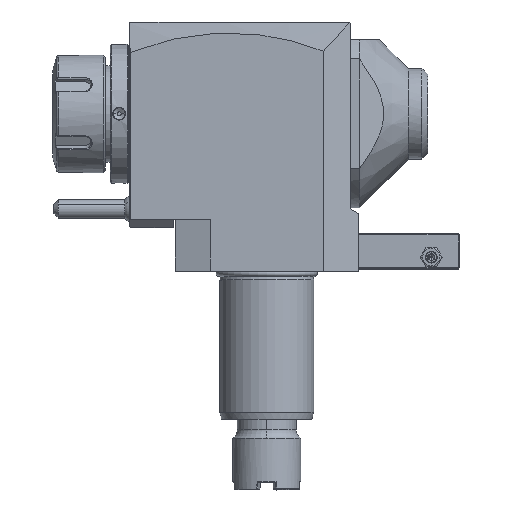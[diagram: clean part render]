
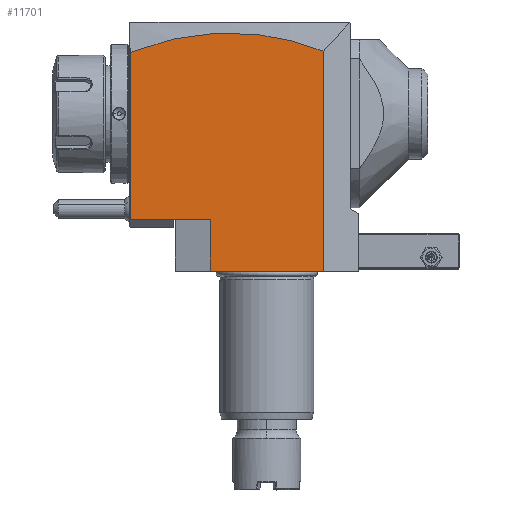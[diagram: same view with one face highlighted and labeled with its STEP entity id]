
A CAD part, top view. The second image highlights one B-rep face of the part: STEP entity #11701.
In plain terms, the highlighted planar face has unit normal (0, 0, 1).
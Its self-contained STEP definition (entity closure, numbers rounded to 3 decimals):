
#29=DIRECTION('',(-1.,0.,0.));
#30=VECTOR('',#29,48.);
#31=CARTESIAN_POINT('',(24.,0.,37.5));
#32=LINE('',#31,#30);
#262=DIRECTION('',(1.,0.,0.));
#263=VECTOR('',#262,33.8);
#264=CARTESIAN_POINT('',(-57.8,22.,37.5));
#265=LINE('',#264,#263);
#302=DIRECTION('',(0.,-1.,0.));
#303=VECTOR('',#302,71.092);
#304=CARTESIAN_POINT('',(-57.8,93.092,37.5));
#305=LINE('',#304,#303);
#311=CARTESIAN_POINT('',(-57.8,93.092,37.5));
#312=CARTESIAN_POINT('',(-50.998,95.812,37.5));
#313=CARTESIAN_POINT('',(-37.387,99.914,37.5));
#314=CARTESIAN_POINT('',(-16.948,102.059,37.5));
#315=CARTESIAN_POINT('',(3.513,100.192,37.5));
#316=CARTESIAN_POINT('',(17.168,96.259,37.5));
#317=CARTESIAN_POINT('',(24.,93.615,37.5));
#319=DIRECTION('',(0.,-1.,0.));
#320=VECTOR('',#319,93.615);
#321=CARTESIAN_POINT('',(24.,93.615,37.5));
#322=LINE('',#321,#320);
#869=DIRECTION('',(0.,-1.,0.));
#870=VECTOR('',#869,22.);
#871=CARTESIAN_POINT('',(-24.,22.,37.5));
#872=LINE('',#871,#870);
#10633=VERTEX_POINT('',#311);
#10634=VERTEX_POINT('',#317);
#11019=CARTESIAN_POINT('',(24.,0.,37.5));
#11021=VERTEX_POINT('',#11019);
#11022=CARTESIAN_POINT('',(-24.,0.,37.5));
#11023=VERTEX_POINT('',#11022);
#11277=CARTESIAN_POINT('',(-57.8,22.,37.5));
#11278=VERTEX_POINT('',#11277);
#11281=CARTESIAN_POINT('',(-24.,22.,37.5));
#11282=VERTEX_POINT('',#11281);
#11686=CARTESIAN_POINT('',(-39.202,22.,37.5));
#11687=DIRECTION('',(0.,0.,1.));
#11688=DIRECTION('',(1.,0.,0.));
#11689=AXIS2_PLACEMENT_3D('',#11686,#11687,#11688);
#11690=PLANE('',#11689);
#11691=ORIENTED_EDGE('',*,*,#11607,.F.);
#11692=ORIENTED_EDGE('',*,*,#11677,.F.);
#11694=ORIENTED_EDGE('',*,*,#11693,.T.);
#11695=ORIENTED_EDGE('',*,*,#11335,.T.);
#11696=ORIENTED_EDGE('',*,*,#11310,.T.);
#11698=ORIENTED_EDGE('',*,*,#11697,.F.);
#11699=EDGE_LOOP('',(#11691,#11692,#11694,#11695,#11696,#11698));
#11700=FACE_OUTER_BOUND('',#11699,.F.);
#318=B_SPLINE_CURVE_WITH_KNOTS('',3,(#311,#312,#313,#314,#315,#316,#317),
.UNSPECIFIED.,.F.,.F.,(4,1,1,1,4),(0.,0.25,0.5,0.75,1.),
.UNSPECIFIED.);
#11310=EDGE_CURVE('',#11021,#11023,#32,.T.);
#11335=EDGE_CURVE('',#10634,#11021,#322,.T.);
#11607=EDGE_CURVE('',#11278,#11282,#265,.T.);
#11677=EDGE_CURVE('',#10633,#11278,#305,.T.);
#11693=EDGE_CURVE('',#10633,#10634,#318,.T.);
#11697=EDGE_CURVE('',#11282,#11023,#872,.T.);
#11701=ADVANCED_FACE('',(#11700),#11690,.T.);
